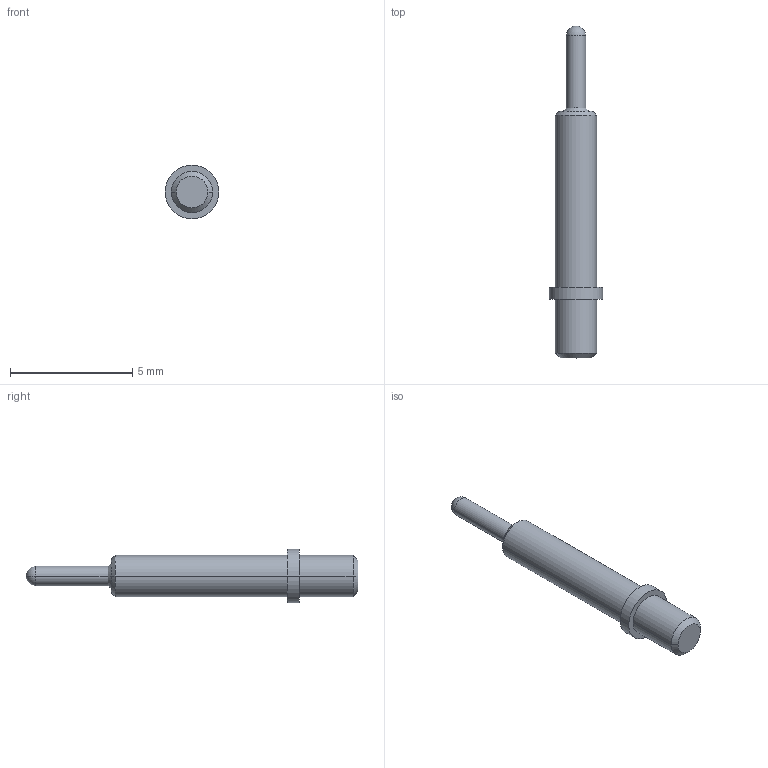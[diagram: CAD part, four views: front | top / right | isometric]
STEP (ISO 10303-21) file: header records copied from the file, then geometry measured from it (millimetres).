
FILE_DESCRIPTION (( 'STEP AP214' ), '1' );
FILE_NAME ('UEBK-13364 3D STEP Ansicht_.STEP', '2022-09-12T19:19:10', ( '' ), ( '' ), 'SwSTEP 2.0', 'SolidWorks 2022', '' );
FILE_SCHEMA (( 'AUTOMOTIVE_DESIGN' ));
Length unit declared in the file: millimetre
Products named in the file (1): UEBK-13364 3D STEP Ansicht_
Bounding box: 2.2 x 13.6 x 2.2 mm (x, y, z)
Volume: 25.3 mm3; surface area: 69.3 mm2
Topology: 1 solids, 1 shells, 20 faces, 42 edges, 25 vertices
Faces by surface type: cylinder 8, cone 6, plane 4, sphere 2
Entity records: 544 total; most frequent: DIRECTION 104, CARTESIAN_POINT 82, ORIENTED_EDGE 76, AXIS2_PLACEMENT_3D 45, EDGE_CURVE 38, CIRCLE 24, VERTEX_POINT 23, EDGE_LOOP 23
